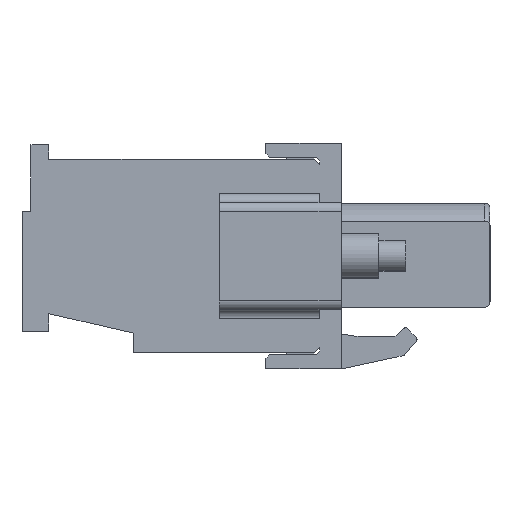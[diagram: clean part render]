
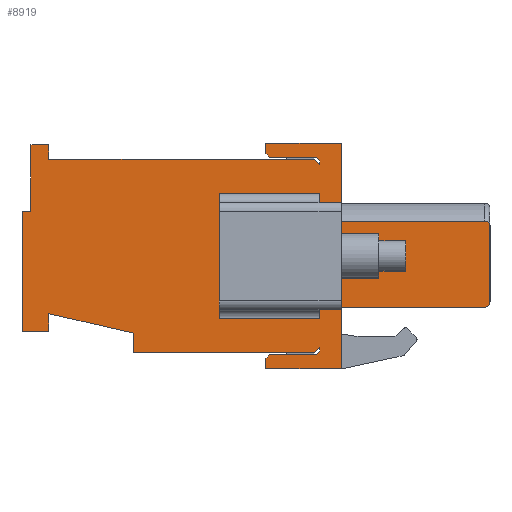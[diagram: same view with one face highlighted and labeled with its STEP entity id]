
A CAD part, left-side view. The second image highlights one B-rep face of the part: STEP entity #8919.
In plain terms, the highlighted planar face has unit normal (-1, 0, 0).
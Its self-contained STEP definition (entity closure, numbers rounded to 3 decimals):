
#6638=CARTESIAN_POINT('',(-51.45,4.,-5.5));
#6639=VERTEX_POINT('',#6638);
#6646=CARTESIAN_POINT('',(-51.45,1.4,-5.5));
#6647=VERTEX_POINT('',#6646);
#6648=CARTESIAN_POINT('',(-51.45,4.,-5.5));
#6649=DIRECTION('',(0.,-1.,0.));
#6650=VECTOR('',#6649,2.6);
#6651=LINE('',#6648,#6650);
#6652=EDGE_CURVE('',#6639,#6647,#6651,.T.);
#7214=CARTESIAN_POINT('',(-51.45,0.,-2.85));
#7215=VERTEX_POINT('',#7214);
#7222=CARTESIAN_POINT('',(-51.45,0.,-6.3));
#7223=VERTEX_POINT('',#7222);
#7224=CARTESIAN_POINT('',(-51.45,0.,-2.85));
#7225=DIRECTION('',(0.,0.,-1.));
#7226=VECTOR('',#7225,3.45);
#7227=LINE('',#7224,#7226);
#7228=EDGE_CURVE('',#7215,#7223,#7227,.T.);
#7374=CARTESIAN_POINT('',(-51.45,4.2,-6.3));
#7375=VERTEX_POINT('',#7374);
#7376=CARTESIAN_POINT('',(-51.45,0.,-6.3));
#7377=DIRECTION('',(0.,1.,0.));
#7378=VECTOR('',#7377,4.2);
#7379=LINE('',#7376,#7378);
#7380=EDGE_CURVE('',#7223,#7375,#7379,.T.);
#8602=CARTESIAN_POINT('',(-51.45,4.2,-5.7));
#8603=VERTEX_POINT('',#8602);
#8610=CARTESIAN_POINT('',(-51.45,4.2,-5.7));
#8611=DIRECTION('',(0.,-0.707,0.707));
#8612=VECTOR('',#8611,0.283);
#8613=LINE('',#8610,#8612);
#8614=EDGE_CURVE('',#8603,#6639,#8613,.T.);
#8652=CARTESIAN_POINT('',(-51.45,1.2,0.));
#8653=DIRECTION('',(0.,0.,1.));
#8654=DIRECTION('',(-1.,0.,0.));
#8655=AXIS2_PLACEMENT_3D('',#8652,#8654,#8653);
#8656=PLANE('',#8655);
#8657=CARTESIAN_POINT('',(-51.45,1.2,-5.3));
#8658=VERTEX_POINT('',#8657);
#8659=CARTESIAN_POINT('',(-51.45,1.2,-5.1));
#8660=VERTEX_POINT('',#8659);
#8661=CARTESIAN_POINT('',(-51.45,1.2,-5.3));
#8662=DIRECTION('',(0.,0.,1.));
#8663=VECTOR('',#8662,0.2);
#8664=LINE('',#8661,#8663);
#8665=EDGE_CURVE('',#8658,#8660,#8664,.T.);
#8666=ORIENTED_EDGE('',*,*,#8665,.F.);
#8667=CARTESIAN_POINT('',(-51.45,1.2,-5.3));
#8668=DIRECTION('',(0.,0.707,-0.707));
#8669=VECTOR('',#8668,0.283);
#8670=LINE('',#8667,#8669);
#8671=EDGE_CURVE('',#8658,#6647,#8670,.T.);
#8672=ORIENTED_EDGE('',*,*,#8671,.T.);
#8673=ORIENTED_EDGE('',*,*,#6652,.F.);
#8674=ORIENTED_EDGE('',*,*,#8614,.F.);
#8675=CARTESIAN_POINT('',(-51.45,4.2,-5.7));
#8676=DIRECTION('',(0.,0.,-1.));
#8677=VECTOR('',#8676,0.6);
#8678=LINE('',#8675,#8677);
#8679=EDGE_CURVE('',#8603,#7375,#8678,.T.);
#8680=ORIENTED_EDGE('',*,*,#8679,.T.);
#8681=ORIENTED_EDGE('',*,*,#7380,.F.);
#8682=ORIENTED_EDGE('',*,*,#7228,.F.);
#8683=CARTESIAN_POINT('',(-51.45,-8.,-2.85));
#8684=VERTEX_POINT('',#8683);
#8685=CARTESIAN_POINT('',(-51.45,0.,-2.85));
#8686=DIRECTION('',(0.,-1.,0.));
#8687=VECTOR('',#8686,8.);
#8688=LINE('',#8685,#8687);
#8689=EDGE_CURVE('',#7215,#8684,#8688,.T.);
#8690=ORIENTED_EDGE('',*,*,#8689,.T.);
#8691=CARTESIAN_POINT('',(-51.45,-8.3,-2.55));
#8692=VERTEX_POINT('',#8691);
#8693=CARTESIAN_POINT('',(-51.45,-8.,-2.55));
#8694=DIRECTION('',(0.,0.,-1.));
#8695=DIRECTION('',(-1.,0.,0.));
#8696=AXIS2_PLACEMENT_3D('',#8693,#8695,#8694);
#8697=CIRCLE('',#8696,0.3);
#8698=EDGE_CURVE('',#8684,#8692,#8697,.T.);
#8699=ORIENTED_EDGE('',*,*,#8698,.T.);
#8700=CARTESIAN_POINT('',(-51.45,-8.3,1.65));
#8701=VERTEX_POINT('',#8700);
#8702=CARTESIAN_POINT('',(-51.45,-8.3,-2.55));
#8703=DIRECTION('',(0.,0.,1.));
#8704=VECTOR('',#8703,4.2);
#8705=LINE('',#8702,#8704);
#8706=EDGE_CURVE('',#8692,#8701,#8705,.T.);
#8707=ORIENTED_EDGE('',*,*,#8706,.T.);
#8708=CARTESIAN_POINT('',(-51.45,-8.,1.95));
#8709=VERTEX_POINT('',#8708);
#8710=CARTESIAN_POINT('',(-51.45,-8.,1.65));
#8711=DIRECTION('',(0.,-1.,0.));
#8712=DIRECTION('',(-1.,0.,0.));
#8713=AXIS2_PLACEMENT_3D('',#8710,#8712,#8711);
#8714=CIRCLE('',#8713,0.3);
#8715=EDGE_CURVE('',#8701,#8709,#8714,.T.);
#8716=ORIENTED_EDGE('',*,*,#8715,.T.);
#8717=CARTESIAN_POINT('',(-51.45,0.,1.95));
#8718=VERTEX_POINT('',#8717);
#8719=CARTESIAN_POINT('',(-51.45,-8.,1.95));
#8720=DIRECTION('',(0.,1.,0.));
#8721=VECTOR('',#8720,8.);
#8722=LINE('',#8719,#8721);
#8723=EDGE_CURVE('',#8709,#8718,#8722,.T.);
#8724=ORIENTED_EDGE('',*,*,#8723,.T.);
#8725=CARTESIAN_POINT('',(-51.45,0.,6.3));
#8726=VERTEX_POINT('',#8725);
#8727=CARTESIAN_POINT('',(-51.45,0.,1.95));
#8728=DIRECTION('',(0.,0.,1.));
#8729=VECTOR('',#8728,4.35);
#8730=LINE('',#8727,#8729);
#8731=EDGE_CURVE('',#8718,#8726,#8730,.T.);
#8732=ORIENTED_EDGE('',*,*,#8731,.T.);
#8733=CARTESIAN_POINT('',(-51.45,4.2,6.3));
#8734=VERTEX_POINT('',#8733);
#8735=CARTESIAN_POINT('',(-51.45,0.,6.3));
#8736=DIRECTION('',(0.,1.,0.));
#8737=VECTOR('',#8736,4.2);
#8738=LINE('',#8735,#8737);
#8739=EDGE_CURVE('',#8726,#8734,#8738,.T.);
#8740=ORIENTED_EDGE('',*,*,#8739,.T.);
#8741=CARTESIAN_POINT('',(-51.45,4.2,5.7));
#8742=VERTEX_POINT('',#8741);
#8743=CARTESIAN_POINT('',(-51.45,4.2,6.3));
#8744=DIRECTION('',(0.,0.,-1.));
#8745=VECTOR('',#8744,0.6);
#8746=LINE('',#8743,#8745);
#8747=EDGE_CURVE('',#8734,#8742,#8746,.T.);
#8748=ORIENTED_EDGE('',*,*,#8747,.T.);
#8749=CARTESIAN_POINT('',(-51.45,4.,5.5));
#8750=VERTEX_POINT('',#8749);
#8751=CARTESIAN_POINT('',(-51.45,4.2,5.7));
#8752=DIRECTION('',(0.,-0.707,-0.707));
#8753=VECTOR('',#8752,0.283);
#8754=LINE('',#8751,#8753);
#8755=EDGE_CURVE('',#8742,#8750,#8754,.T.);
#8756=ORIENTED_EDGE('',*,*,#8755,.T.);
#8757=CARTESIAN_POINT('',(-51.45,1.4,5.5));
#8758=VERTEX_POINT('',#8757);
#8759=CARTESIAN_POINT('',(-51.45,4.,5.5));
#8760=DIRECTION('',(0.,-1.,0.));
#8761=VECTOR('',#8760,2.6);
#8762=LINE('',#8759,#8761);
#8763=EDGE_CURVE('',#8750,#8758,#8762,.T.);
#8764=ORIENTED_EDGE('',*,*,#8763,.T.);
#8765=CARTESIAN_POINT('',(-51.45,1.2,5.3));
#8766=VERTEX_POINT('',#8765);
#8767=CARTESIAN_POINT('',(-51.45,1.4,5.5));
#8768=DIRECTION('',(0.,-0.707,-0.707));
#8769=VECTOR('',#8768,0.283);
#8770=LINE('',#8767,#8769);
#8771=EDGE_CURVE('',#8758,#8766,#8770,.T.);
#8772=ORIENTED_EDGE('',*,*,#8771,.T.);
#8773=CARTESIAN_POINT('',(-51.45,1.2,5.1));
#8774=VERTEX_POINT('',#8773);
#8775=CARTESIAN_POINT('',(-51.45,1.2,5.1));
#8776=DIRECTION('',(0.,0.,1.));
#8777=VECTOR('',#8776,0.2);
#8778=LINE('',#8775,#8777);
#8779=EDGE_CURVE('',#8774,#8766,#8778,.T.);
#8780=ORIENTED_EDGE('',*,*,#8779,.F.);
#8781=CARTESIAN_POINT('',(-51.45,1.5,5.4));
#8782=VERTEX_POINT('',#8781);
#8783=CARTESIAN_POINT('',(-51.45,1.5,5.4));
#8784=DIRECTION('',(0.,-0.707,-0.707));
#8785=VECTOR('',#8784,0.424);
#8786=LINE('',#8783,#8785);
#8787=EDGE_CURVE('',#8782,#8774,#8786,.T.);
#8788=ORIENTED_EDGE('',*,*,#8787,.F.);
#8789=CARTESIAN_POINT('',(-51.45,16.3,5.4));
#8790=VERTEX_POINT('',#8789);
#8791=CARTESIAN_POINT('',(-51.45,1.5,5.4));
#8792=DIRECTION('',(0.,1.,0.));
#8793=VECTOR('',#8792,14.8);
#8794=LINE('',#8791,#8793);
#8795=EDGE_CURVE('',#8782,#8790,#8794,.T.);
#8796=ORIENTED_EDGE('',*,*,#8795,.T.);
#8797=CARTESIAN_POINT('',(-51.45,16.3,6.2));
#8798=VERTEX_POINT('',#8797);
#8799=CARTESIAN_POINT('',(-51.45,16.3,5.4));
#8800=DIRECTION('',(0.,0.,1.));
#8801=VECTOR('',#8800,0.8);
#8802=LINE('',#8799,#8801);
#8803=EDGE_CURVE('',#8790,#8798,#8802,.T.);
#8804=ORIENTED_EDGE('',*,*,#8803,.T.);
#8805=CARTESIAN_POINT('',(-51.45,17.3,6.2));
#8806=VERTEX_POINT('',#8805);
#8807=CARTESIAN_POINT('',(-51.45,16.3,6.2));
#8808=DIRECTION('',(0.,1.,0.));
#8809=VECTOR('',#8808,1.);
#8810=LINE('',#8807,#8809);
#8811=EDGE_CURVE('',#8798,#8806,#8810,.T.);
#8812=ORIENTED_EDGE('',*,*,#8811,.T.);
#8813=CARTESIAN_POINT('',(-51.45,17.3,2.5));
#8814=VERTEX_POINT('',#8813);
#8815=CARTESIAN_POINT('',(-51.45,17.3,6.2));
#8816=DIRECTION('',(0.,0.,-1.));
#8817=VECTOR('',#8816,3.7);
#8818=LINE('',#8815,#8817);
#8819=EDGE_CURVE('',#8806,#8814,#8818,.T.);
#8820=ORIENTED_EDGE('',*,*,#8819,.T.);
#8821=CARTESIAN_POINT('',(-51.45,17.8,2.5));
#8822=VERTEX_POINT('',#8821);
#8823=CARTESIAN_POINT('',(-51.45,17.3,2.5));
#8824=DIRECTION('',(0.,1.,0.));
#8825=VECTOR('',#8824,0.5);
#8826=LINE('',#8823,#8825);
#8827=EDGE_CURVE('',#8814,#8822,#8826,.T.);
#8828=ORIENTED_EDGE('',*,*,#8827,.T.);
#8829=CARTESIAN_POINT('',(-51.45,17.8,-4.2));
#8830=VERTEX_POINT('',#8829);
#8831=CARTESIAN_POINT('',(-51.45,17.8,2.5));
#8832=DIRECTION('',(0.,0.,-1.));
#8833=VECTOR('',#8832,6.7);
#8834=LINE('',#8831,#8833);
#8835=EDGE_CURVE('',#8822,#8830,#8834,.T.);
#8836=ORIENTED_EDGE('',*,*,#8835,.T.);
#8837=CARTESIAN_POINT('',(-51.45,16.3,-4.2));
#8838=VERTEX_POINT('',#8837);
#8839=CARTESIAN_POINT('',(-51.45,17.8,-4.2));
#8840=DIRECTION('',(0.,-1.,0.));
#8841=VECTOR('',#8840,1.5);
#8842=LINE('',#8839,#8841);
#8843=EDGE_CURVE('',#8830,#8838,#8842,.T.);
#8844=ORIENTED_EDGE('',*,*,#8843,.T.);
#8845=CARTESIAN_POINT('',(-51.45,16.3,-3.215));
#8846=VERTEX_POINT('',#8845);
#8847=CARTESIAN_POINT('',(-51.45,16.3,-4.2));
#8848=DIRECTION('',(0.,0.,1.));
#8849=VECTOR('',#8848,0.985);
#8850=LINE('',#8847,#8849);
#8851=EDGE_CURVE('',#8838,#8846,#8850,.T.);
#8852=ORIENTED_EDGE('',*,*,#8851,.T.);
#8853=CARTESIAN_POINT('',(-51.45,11.6,-4.3));
#8854=VERTEX_POINT('',#8853);
#8855=CARTESIAN_POINT('',(-51.45,16.3,-3.215));
#8856=DIRECTION('',(0.,-0.974,-0.225));
#8857=VECTOR('',#8856,4.824);
#8858=LINE('',#8855,#8857);
#8859=EDGE_CURVE('',#8846,#8854,#8858,.T.);
#8860=ORIENTED_EDGE('',*,*,#8859,.T.);
#8861=CARTESIAN_POINT('',(-51.45,11.6,-5.4));
#8862=VERTEX_POINT('',#8861);
#8863=CARTESIAN_POINT('',(-51.45,11.6,-4.3));
#8864=DIRECTION('',(0.,0.,-1.));
#8865=VECTOR('',#8864,1.1);
#8866=LINE('',#8863,#8865);
#8867=EDGE_CURVE('',#8854,#8862,#8866,.T.);
#8868=ORIENTED_EDGE('',*,*,#8867,.T.);
#8869=CARTESIAN_POINT('',(-51.45,1.5,-5.4));
#8870=VERTEX_POINT('',#8869);
#8871=CARTESIAN_POINT('',(-51.45,11.6,-5.4));
#8872=DIRECTION('',(0.,-1.,0.));
#8873=VECTOR('',#8872,10.1);
#8874=LINE('',#8871,#8873);
#8875=EDGE_CURVE('',#8862,#8870,#8874,.T.);
#8876=ORIENTED_EDGE('',*,*,#8875,.T.);
#8877=CARTESIAN_POINT('',(-51.45,1.5,-5.4));
#8878=DIRECTION('',(0.,-0.707,0.707));
#8879=VECTOR('',#8878,0.424);
#8880=LINE('',#8877,#8879);
#8881=EDGE_CURVE('',#8870,#8660,#8880,.T.);
#8882=ORIENTED_EDGE('',*,*,#8881,.T.);
#8883=EDGE_LOOP('',(#8666,#8672,#8673,#8674,#8680,#8681,#8682,#8690,#8699,#8707,#8716,#8724,#8732,#8740,#8748,#8756,#8764,#8772,#8780,#8788,#8796,#8804,#8812,#8820,#8828,#8836,#8844,#8852,#8860,#8868,#8876,#8882));
#8884=FACE_OUTER_BOUND('',#8883,.T.);
#8885=CARTESIAN_POINT('',(-51.45,1.2,-3.5));
#8886=VERTEX_POINT('',#8885);
#8887=CARTESIAN_POINT('',(-51.45,1.2,3.5));
#8888=VERTEX_POINT('',#8887);
#8889=CARTESIAN_POINT('',(-51.45,1.2,-3.5));
#8890=DIRECTION('',(0.,0.,1.));
#8891=VECTOR('',#8890,7.);
#8892=LINE('',#8889,#8891);
#8893=EDGE_CURVE('',#8886,#8888,#8892,.T.);
#8894=ORIENTED_EDGE('',*,*,#8893,.F.);
#8895=CARTESIAN_POINT('',(-51.45,6.8,-3.5));
#8896=VERTEX_POINT('',#8895);
#8897=CARTESIAN_POINT('',(-51.45,1.2,-3.5));
#8898=DIRECTION('',(0.,1.,0.));
#8899=VECTOR('',#8898,5.6);
#8900=LINE('',#8897,#8899);
#8901=EDGE_CURVE('',#8886,#8896,#8900,.T.);
#8902=ORIENTED_EDGE('',*,*,#8901,.T.);
#8903=CARTESIAN_POINT('',(-51.45,6.8,3.5));
#8904=VERTEX_POINT('',#8903);
#8905=CARTESIAN_POINT('',(-51.45,6.8,-3.5));
#8906=DIRECTION('',(0.,0.,1.));
#8907=VECTOR('',#8906,7.);
#8908=LINE('',#8905,#8907);
#8909=EDGE_CURVE('',#8896,#8904,#8908,.T.);
#8910=ORIENTED_EDGE('',*,*,#8909,.T.);
#8911=CARTESIAN_POINT('',(-51.45,6.8,3.5));
#8912=DIRECTION('',(0.,-1.,0.));
#8913=VECTOR('',#8912,5.6);
#8914=LINE('',#8911,#8913);
#8915=EDGE_CURVE('',#8904,#8888,#8914,.T.);
#8916=ORIENTED_EDGE('',*,*,#8915,.T.);
#8917=EDGE_LOOP('',(#8894,#8902,#8910,#8916));
#8918=FACE_BOUND('',#8917,.T.);
#8919=ADVANCED_FACE('',(#8884,#8918),#8656,.T.);
